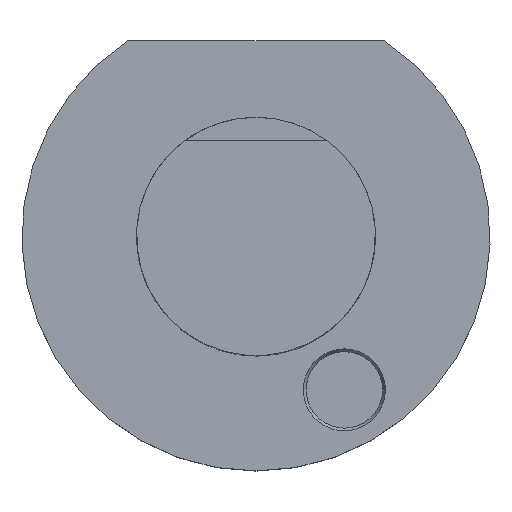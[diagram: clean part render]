
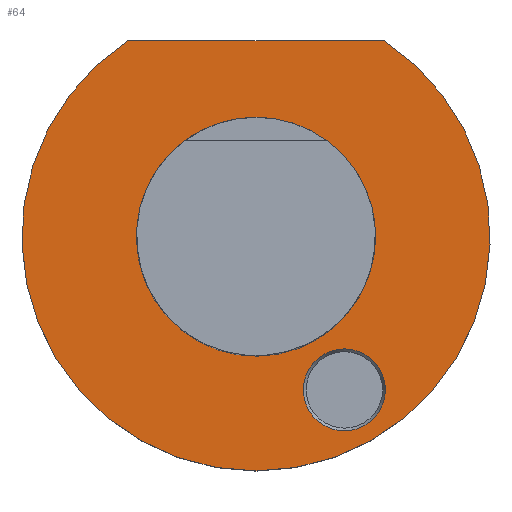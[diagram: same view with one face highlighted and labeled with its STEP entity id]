
A CAD part, top view. The second image highlights one B-rep face of the part: STEP entity #64.
In plain terms, the highlighted planar face has unit normal (0, 0, 1).
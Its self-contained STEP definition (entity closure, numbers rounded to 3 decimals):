
#64=ADVANCED_FACE('',(#99,#100,#101),#88,.T.);
#88=PLANE('',#398);
#99=FACE_BOUND('',#126,.T.);
#100=FACE_BOUND('',#127,.T.);
#101=FACE_BOUND('',#128,.T.);
#126=EDGE_LOOP('',(#196));
#127=EDGE_LOOP('',(#197));
#128=EDGE_LOOP('',(#198,#199));
#164=LINE('',#587,#178);
#178=VECTOR('',#467,1.);
#196=ORIENTED_EDGE('',*,*,#309,.F.);
#197=ORIENTED_EDGE('',*,*,#310,.F.);
#198=ORIENTED_EDGE('',*,*,#307,.F.);
#199=ORIENTED_EDGE('',*,*,#311,.T.);
#274=VERTEX_POINT('',#578);
#275=VERTEX_POINT('',#580);
#276=VERTEX_POINT('',#584);
#277=VERTEX_POINT('',#586);
#307=EDGE_CURVE('',#274,#275,#346,.T.);
#309=EDGE_CURVE('',#276,#276,#347,.T.);
#310=EDGE_CURVE('',#277,#277,#348,.T.);
#311=EDGE_CURVE('',#274,#275,#164,.T.);
#346=CIRCLE('',#394,49.);
#347=CIRCLE('',#396,24.996);
#348=CIRCLE('',#397,8.584);
#394=AXIS2_PLACEMENT_3D('',#579,#458,#459);
#396=AXIS2_PLACEMENT_3D('',#583,#463,#464);
#397=AXIS2_PLACEMENT_3D('',#585,#465,#466);
#398=AXIS2_PLACEMENT_3D('',#588,#468,#469);
#458=DIRECTION('',(0.,0.,-1.));
#459=DIRECTION('',(-1.,0.,0.));
#463=DIRECTION('',(0.,0.,1.));
#464=DIRECTION('',(1.,0.,0.));
#465=DIRECTION('',(0.,0.,1.));
#466=DIRECTION('',(1.,0.,0.));
#467=DIRECTION('',(-1.,0.,0.));
#468=DIRECTION('',(0.,0.,1.));
#469=DIRECTION('',(-1.,0.,0.));
#578=CARTESIAN_POINT('',(26.833,41.,0.));
#579=CARTESIAN_POINT('',(0.,0.,0.));
#580=CARTESIAN_POINT('',(-26.833,41.,0.));
#583=CARTESIAN_POINT('',(0.,0.,0.));
#584=CARTESIAN_POINT('',(24.996,0.,0.));
#585=CARTESIAN_POINT('',(18.5,-32.043,0.));
#586=CARTESIAN_POINT('',(27.084,-32.043,0.));
#587=CARTESIAN_POINT('',(-49.,41.,0.));
#588=CARTESIAN_POINT('',(-49.,0.,0.));
